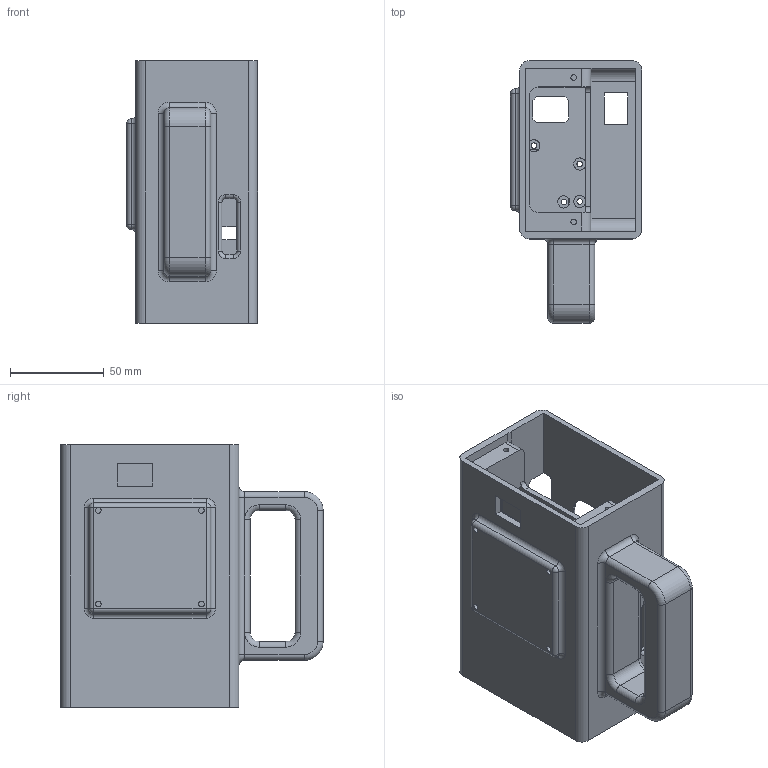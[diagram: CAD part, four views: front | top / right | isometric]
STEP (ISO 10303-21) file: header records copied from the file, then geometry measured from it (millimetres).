
FILE_DESCRIPTION(/* description */ (''),/* implementation_level */ '2;1');
FILE_NAME(/* name */ 'veinfinder frame v9.step',/* time_stamp */ '2024-01-29T23:59:51-07:00',/* author */ (''),/* organization */ (''),/* preprocessor_version */ 'ST-DEVELOPER v20',/* originating_system */ 'Autodesk Translation Framework v12.20.1.177',/* authorisation */ '');
FILE_SCHEMA (('AUTOMOTIVE_DESIGN { 1 0 10303 214 3 1 1 }'));
Length unit declared in the file: millimetre
Products named in the file (1): veinfinder frame
Bounding box: 70 x 140 x 140 mm (x, y, z)
Volume: 275909.6 mm3; surface area: 112794.8 mm2
Topology: 1 solids, 1 shells, 273 faces, 713 edges, 447 vertices
Faces by surface type: plane 131, cylinder 106, torus 32, sphere 4
Full cylindrical faces by diameter (mm): 3 x11, 6.5 x11
Entity records: 8471 total; most frequent: DIRECTION 1512, CARTESIAN_POINT 1457, ORIENTED_EDGE 1426, EDGE_CURVE 713, AXIS2_PLACEMENT_3D 528, LINE 456, VECTOR 456, VERTEX_POINT 447
